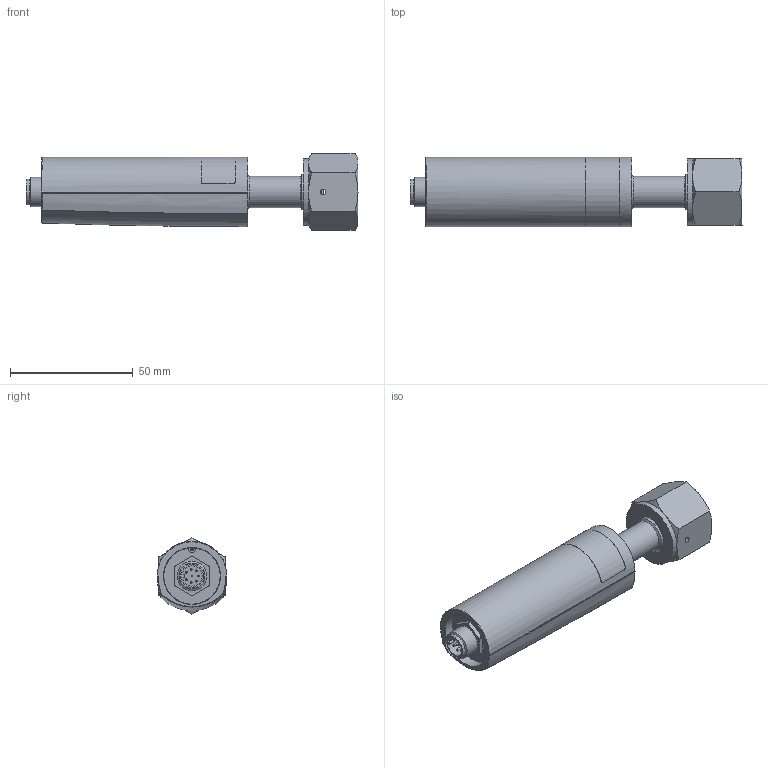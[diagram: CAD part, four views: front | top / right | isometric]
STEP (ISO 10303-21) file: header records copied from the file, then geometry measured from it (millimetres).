
FILE_DESCRIPTION((''),'2;1');
FILE_NAME('CDG020D_M12_8-VCRf.stp','2012-06-28T07:20:05',('BEM'),(''),'Autodesk Inventor 2012','Autodesk Inventor 2012','');
FILE_SCHEMA(('AUTOMOTIVE_DESIGN { 1 0 10303 214 1 1 1 1 }'));
Length unit declared in the file: millimetre
Products named in the file (1): CDG020D_M12_8-VCRf
Bounding box: 135.34 x 28.3 x 31.16 mm (x, y, z)
Volume: 36072.9 mm3; surface area: 32554.2 mm2
Topology: 1 solids, 1 shells, 775 faces, 2108 edges, 1328 vertices
Faces by surface type: plane 445, cylinder 243, torus 41, cone 31, bspline 13, sphere 2
Full cylindrical faces by diameter (mm): 0.6 x4, 0.75 x8, 0.8 x8, 0.85 x8, 1 x2, 1.1 x1, 1.4 x1, 2.013 x2, 2.286 x2, 9.45 x1, 9.55 x1, 10.16 x1, 10.2 x1, 10.5 x2, 12 x2, 12.4 x1, 12.7 x1, 13.5 x1, 14 x2, 14.4 x1, 14.46 x1, 15.494 x1, 16 x1, 17.5 x1, 17.78 x1, 19.05 x1, 23 x1, 26.988 x1
Entity records: 26116 total; most frequent: CARTESIAN_POINT 5920, DIRECTION 4074, ORIENTED_EDGE 3978, EDGE_CURVE 1989, AXIS2_PLACEMENT_3D 1430, VERTEX_POINT 1299, VECTOR 1214, LINE 1214
